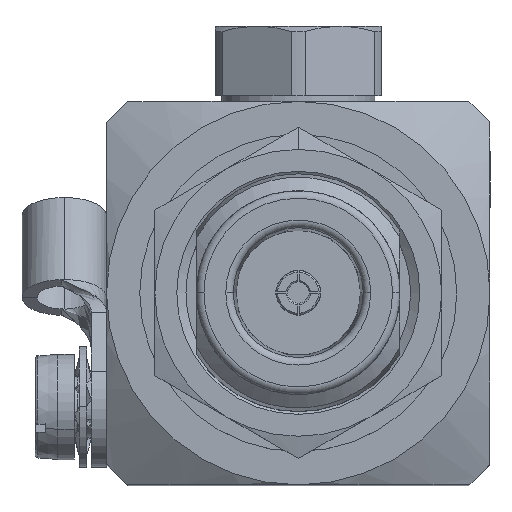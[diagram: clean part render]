
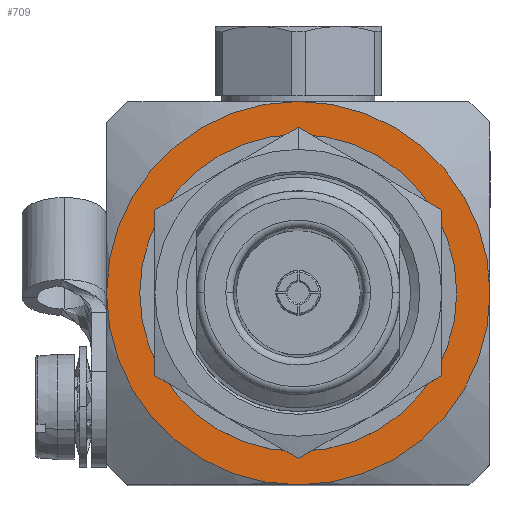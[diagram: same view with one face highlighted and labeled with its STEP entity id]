
A CAD part, top view. The second image highlights one B-rep face of the part: STEP entity #709.
In plain terms, the highlighted planar face has unit normal (0, 0, 1).
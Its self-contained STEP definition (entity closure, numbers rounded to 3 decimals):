
#177 = CARTESIAN_POINT ( 'NONE',  ( 0., 0., -23. ) ) ;
#541 = EDGE_CURVE ( 'NONE', #7909, #7849, #2574, .T. ) ;
#709 = ADVANCED_FACE ( 'NONE', ( #908, #4861 ), #5366, .F. ) ;
#861 = DIRECTION ( 'NONE',  ( 0., 0., 1. ) ) ;
#871 = DIRECTION ( 'NONE',  ( 1., 0., 0. ) ) ;
#908 = FACE_BOUND ( 'NONE', #18099, .T. ) ;
#1343 = CARTESIAN_POINT ( 'NONE',  ( 0., 0., -23. ) ) ;
#1498 = CIRCLE ( 'NONE', #12276, 12.7 ) ;
#1596 = VERTEX_POINT ( 'NONE', #7038 ) ;
#1852 = ORIENTED_EDGE ( 'NONE', *, *, #7875, .T. ) ;
#2157 = CIRCLE ( 'NONE', #13029, 12.7 ) ;
#2257 = CARTESIAN_POINT ( 'NONE',  ( 12.7, 0., -23. ) ) ;
#2409 = DIRECTION ( 'NONE',  ( 0., 0., 1. ) ) ;
#2574 = CIRCLE ( 'NONE', #8692, 12.7 ) ;
#2840 = DIRECTION ( 'NONE',  ( 1., 0., 0. ) ) ;
#3926 = CARTESIAN_POINT ( 'NONE',  ( 0., -12.7, -23. ) ) ;
#4144 = ORIENTED_EDGE ( 'NONE', *, *, #5647, .T. ) ;
#4861 = FACE_OUTER_BOUND ( 'NONE', #6947, .T. ) ;
#5093 = AXIS2_PLACEMENT_3D ( 'NONE', #11400, #2409, #12923 ) ;
#5366 = PLANE ( 'NONE',  #17439 ) ;
#5441 = CARTESIAN_POINT ( 'NONE',  ( 0., 12.7, -23. ) ) ;
#5527 = VERTEX_POINT ( 'NONE', #5441 ) ;
#5647 = EDGE_CURVE ( 'NONE', #7849, #5527, #18773, .T. ) ;
#5897 = ORIENTED_EDGE ( 'NONE', *, *, #13969, .T. ) ;
#6159 = DIRECTION ( 'NONE',  ( 1., 0., 0. ) ) ;
#6947 = EDGE_LOOP ( 'NONE', ( #4144, #5897, #1852, #16244 ) ) ;
#7038 = CARTESIAN_POINT ( 'NONE',  ( -9.8, 0., -23. ) ) ;
#7321 = CIRCLE ( 'NONE', #5093, 9.8 ) ;
#7849 = VERTEX_POINT ( 'NONE', #2257 ) ;
#7875 = EDGE_CURVE ( 'NONE', #10719, #7909, #2157, .T. ) ;
#7909 = VERTEX_POINT ( 'NONE', #3926 ) ;
#8692 = AXIS2_PLACEMENT_3D ( 'NONE', #177, #18224, #6159 ) ;
#8849 = AXIS2_PLACEMENT_3D ( 'NONE', #9839, #861, #11372 ) ;
#8946 = DIRECTION ( 'NONE',  ( 0., 0., 1. ) ) ;
#9633 = CARTESIAN_POINT ( 'NONE',  ( 0., 9.8, -23. ) ) ;
#9751 = CARTESIAN_POINT ( 'NONE',  ( -12.7, 0., -23. ) ) ;
#9839 = CARTESIAN_POINT ( 'NONE',  ( 0., 0., -23. ) ) ;
#9849 = DIRECTION ( 'NONE',  ( 0., 0., 1. ) ) ;
#10719 = VERTEX_POINT ( 'NONE', #9751 ) ;
#10786 = CIRCLE ( 'NONE', #8849, 9.8 ) ;
#11277 = EDGE_CURVE ( 'NONE', #1596, #15099, #7321, .T. ) ;
#11372 = DIRECTION ( 'NONE',  ( 1., 0., 0. ) ) ;
#11400 = CARTESIAN_POINT ( 'NONE',  ( 0., 0., -23. ) ) ;
#11848 = DIRECTION ( 'NONE',  ( 0., 0., 1. ) ) ;
#12276 = AXIS2_PLACEMENT_3D ( 'NONE', #18035, #8946, #19540 ) ;
#12322 = AXIS2_PLACEMENT_3D ( 'NONE', #1343, #11848, #2840 ) ;
#12923 = DIRECTION ( 'NONE',  ( 1., 0., 0. ) ) ;
#13029 = AXIS2_PLACEMENT_3D ( 'NONE', #18905, #9849, #871 ) ;
#13812 = CARTESIAN_POINT ( 'NONE',  ( 9.8, 0., -23. ) ) ;
#13969 = EDGE_CURVE ( 'NONE', #5527, #10719, #1498, .T. ) ;
#14154 = DIRECTION ( 'NONE',  ( 0., 0., -1. ) ) ;
#14294 = ORIENTED_EDGE ( 'NONE', *, *, #11277, .F. ) ;
#15099 = VERTEX_POINT ( 'NONE', #13812 ) ;
#15283 = EDGE_CURVE ( 'NONE', #15099, #1596, #10786, .T. ) ;
#16244 = ORIENTED_EDGE ( 'NONE', *, *, #541, .T. ) ;
#16981 = DIRECTION ( 'NONE',  ( -1., 0., 0. ) ) ;
#17386 = ORIENTED_EDGE ( 'NONE', *, *, #15283, .F. ) ;
#17439 = AXIS2_PLACEMENT_3D ( 'NONE', #9633, #14154, #16981 ) ;
#18035 = CARTESIAN_POINT ( 'NONE',  ( 0., 0., -23. ) ) ;
#18099 = EDGE_LOOP ( 'NONE', ( #17386, #14294 ) ) ;
#18224 = DIRECTION ( 'NONE',  ( 0., 0., 1. ) ) ;
#18773 = CIRCLE ( 'NONE', #12322, 12.7 ) ;
#18905 = CARTESIAN_POINT ( 'NONE',  ( 0., 0., -23. ) ) ;
#19540 = DIRECTION ( 'NONE',  ( 1., 0., 0. ) ) ;
